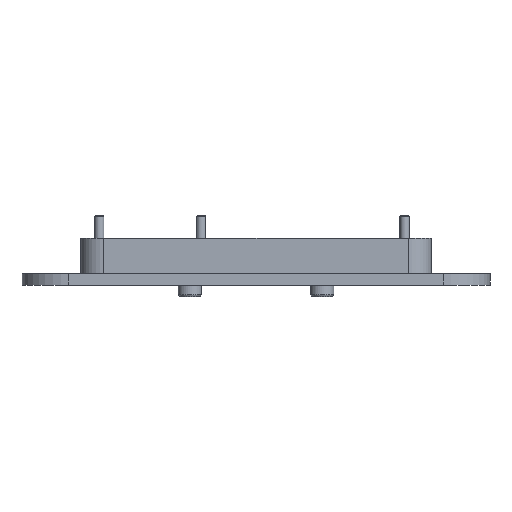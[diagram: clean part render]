
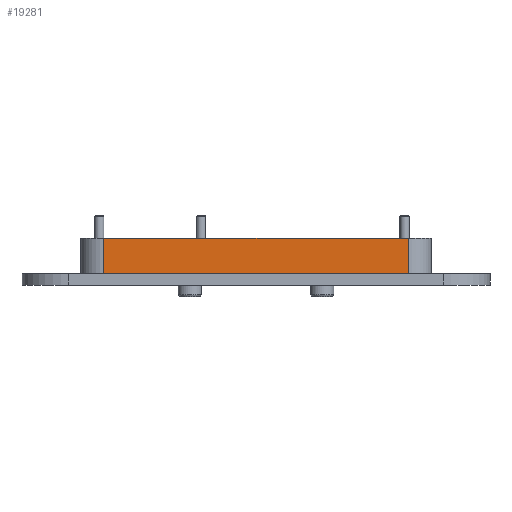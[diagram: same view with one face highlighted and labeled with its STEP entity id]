
A CAD part, front view. The second image highlights one B-rep face of the part: STEP entity #19281.
In plain terms, the highlighted planar face has unit normal (0, -1, 0).
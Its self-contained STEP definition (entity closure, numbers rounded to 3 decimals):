
#5387 = DIRECTION ( 'NONE',  ( 0., 0., 1. ) ) ;
#6109 = CARTESIAN_POINT ( 'NONE',  ( 75., -40., 10. ) ) ;
#10943 = CARTESIAN_POINT ( 'NONE',  ( 75., -40., 10. ) ) ;
#11430 = ORIENTED_EDGE ( 'NONE', *, *, #44623, .F. ) ;
#11660 = VECTOR ( 'NONE', #5387, 1000. ) ;
#13844 = EDGE_CURVE ( 'NONE', #15410, #55207, #32391, .T. ) ;
#14171 = DIRECTION ( 'NONE',  ( 0., 0., -1. ) ) ;
#15410 = VERTEX_POINT ( 'NONE', #58575 ) ;
#15719 = DIRECTION ( 'NONE',  ( -1., 0., 0. ) ) ;
#17073 = LINE ( 'NONE', #27285, #44140 ) ;
#17115 = LINE ( 'NONE', #10943, #21751 ) ;
#17250 = AXIS2_PLACEMENT_3D ( 'NONE', #6109, #59423, #15719 ) ;
#18839 = CARTESIAN_POINT ( 'NONE',  ( -65., -40., 10. ) ) ;
#18931 = CARTESIAN_POINT ( 'NONE',  ( -65., -40., -5. ) ) ;
#19281 = ADVANCED_FACE ( 'NONE', ( #25948 ), #44557, .F. ) ;
#21751 = VECTOR ( 'NONE', #49987, 1000. ) ;
#25646 = EDGE_LOOP ( 'NONE', ( #11430, #37622, #49574, #56818 ) ) ;
#25948 = FACE_OUTER_BOUND ( 'NONE', #25646, .T. ) ;
#27285 = CARTESIAN_POINT ( 'NONE',  ( 65., -40., -5. ) ) ;
#28951 = EDGE_CURVE ( 'NONE', #29310, #55207, #17115, .T. ) ;
#29310 = VERTEX_POINT ( 'NONE', #43693 ) ;
#31939 = DIRECTION ( 'NONE',  ( -1., 0., 0. ) ) ;
#32391 = LINE ( 'NONE', #33010, #11660 ) ;
#33010 = CARTESIAN_POINT ( 'NONE',  ( 65., -40., 10. ) ) ;
#35235 = VERTEX_POINT ( 'NONE', #18931 ) ;
#37282 = CARTESIAN_POINT ( 'NONE',  ( 65., -40., 10. ) ) ;
#37622 = ORIENTED_EDGE ( 'NONE', *, *, #13844, .T. ) ;
#40939 = LINE ( 'NONE', #18839, #53412 ) ;
#43693 = CARTESIAN_POINT ( 'NONE',  ( -65., -40., 10. ) ) ;
#44140 = VECTOR ( 'NONE', #31939, 1000. ) ;
#44557 = PLANE ( 'NONE',  #17250 ) ;
#44623 = EDGE_CURVE ( 'NONE', #15410, #35235, #17073, .T. ) ;
#49574 = ORIENTED_EDGE ( 'NONE', *, *, #28951, .F. ) ;
#49987 = DIRECTION ( 'NONE',  ( 1., 0., 0. ) ) ;
#53412 = VECTOR ( 'NONE', #14171, 1000. ) ;
#55207 = VERTEX_POINT ( 'NONE', #37282 ) ;
#56818 = ORIENTED_EDGE ( 'NONE', *, *, #59841, .T. ) ;
#58575 = CARTESIAN_POINT ( 'NONE',  ( 65., -40., -5. ) ) ;
#59423 = DIRECTION ( 'NONE',  ( 0., 1., 0. ) ) ;
#59841 = EDGE_CURVE ( 'NONE', #29310, #35235, #40939, .T. ) ;
